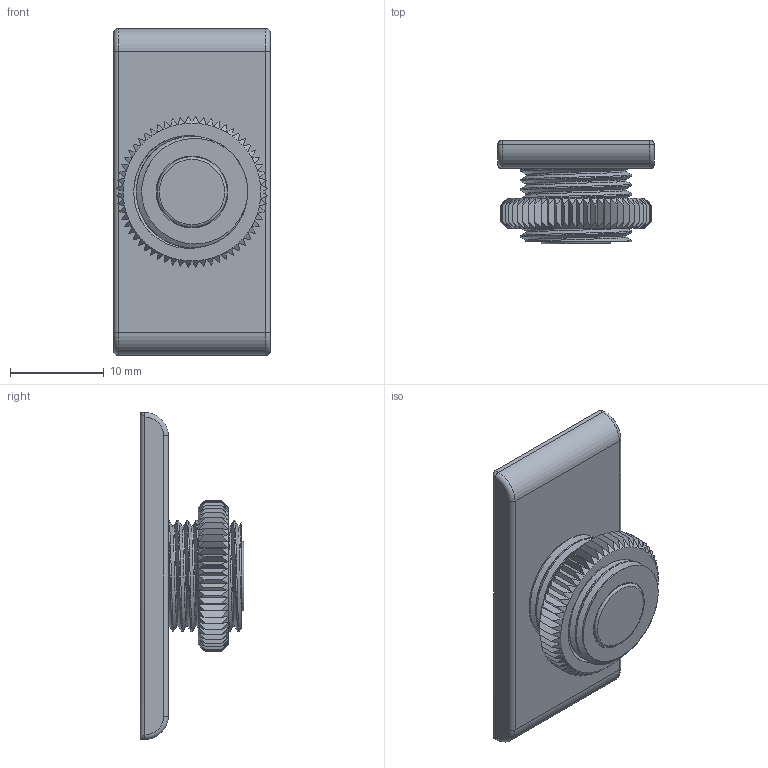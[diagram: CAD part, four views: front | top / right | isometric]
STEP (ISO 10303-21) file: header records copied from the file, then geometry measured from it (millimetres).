
FILE_DESCRIPTION(/* description */ (''),/* implementation_level */ '2;1');
FILE_NAME(/* name */ 'Modified Tyco Circuit Breaker v8.step',/* time_stamp */ '2021-09-30T22:36:51-06:00',/* author */ (''),/* organization */ (''),/* preprocessor_version */ 'ST-DEVELOPER v18.1',/* originating_system */ 'Autodesk Translation Framework v10.10.0.1391',/* authorisation */ '');
FILE_SCHEMA (('AUTOMOTIVE_DESIGN { 1 0 10303 214 3 1 1 }'));
Length unit declared in the file: millimetre
Products named in the file (4): Modified Tyco Circuit Breaker; Little Button; Nut; BackFace
Assembly tree (3 placements, depth 2):
  Modified Tyco Circuit Breaker
    Little Button
    Nut
    BackFace
Bounding box: 16.75 x 11.05 x 34.9 mm (x, y, z)
Volume: 2713.4 mm3; surface area: 2707.9 mm2
Topology: 3 solids, 3 shells, 300 faces, 620 edges, 328 vertices
Faces by surface type: plane 132, cone 120, cylinder 39, torus 5, bspline 4
Full cylindrical faces by diameter (mm): 7.45 x1, 7.65 x1, 10.741 x7, 11.335 x2, 11.884 x7, 12.452 x3
Entity records: 10607 total; most frequent: CARTESIAN_POINT 5013, ORIENTED_EDGE 1240, DIRECTION 1083, EDGE_CURVE 620, AXIS2_PLACEMENT_3D 460, VERTEX_POINT 328, EDGE_LOOP 304, FACE_OUTER_BOUND 300
